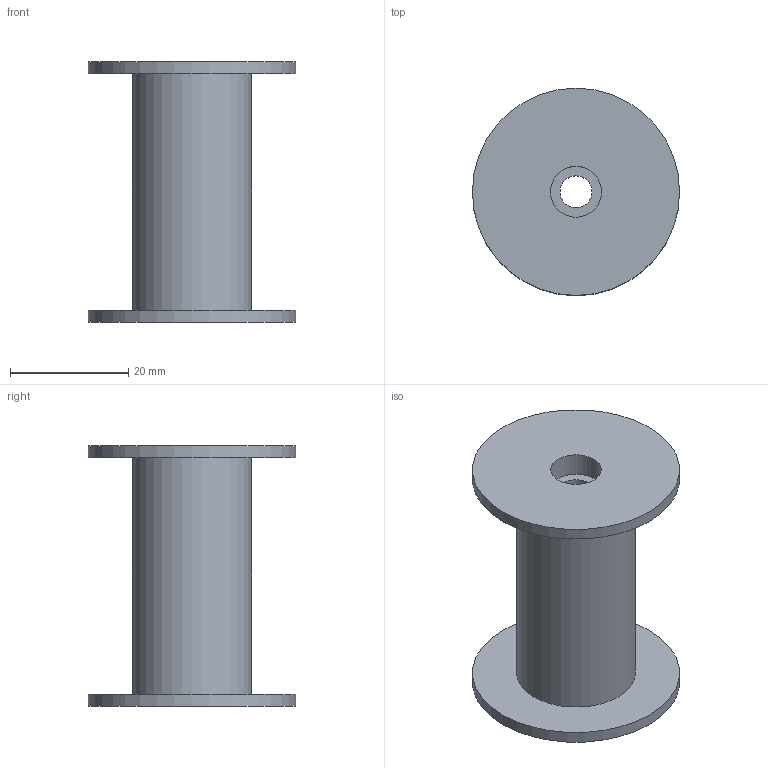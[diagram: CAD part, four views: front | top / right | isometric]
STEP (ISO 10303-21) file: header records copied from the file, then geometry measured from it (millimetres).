
FILE_DESCRIPTION(/* description */ (''),/* implementation_level */ '2;1');
FILE_NAME(/* name */ 'CapstanDrum.step',/* time_stamp */ '2025-11-08T18:58:40+01:00',/* author */ (''),/* organization */ (''),/* preprocessor_version */ 'ST-DEVELOPER v20.1',/* originating_system */ 'Autodesk Translation Framework v14.17.0.0',/* authorisation */ '');
FILE_SCHEMA (('AUTOMOTIVE_DESIGN { 1 0 10303 214 3 1 1 }'));
Length unit declared in the file: millimetre
Products named in the file (1): BushingPulley60AIM_HGR
Bounding box: 35 x 35 x 44 mm (x, y, z)
Volume: 12362.4 mm3; surface area: 9617.2 mm2
Topology: 2 solids, 2 shells, 19 faces, 33 edges, 22 vertices
Faces by surface type: plane 12, cylinder 7
Full cylindrical faces by diameter (mm): 5.4 x1, 8.6 x1, 14.2 x2, 20.1 x1, 35 x2
Entity records: 503 total; most frequent: DIRECTION 89, CARTESIAN_POINT 75, ORIENTED_EDGE 66, AXIS2_PLACEMENT_3D 36, EDGE_CURVE 33, EDGE_LOOP 27, VERTEX_POINT 22, FACE_OUTER_BOUND 19
